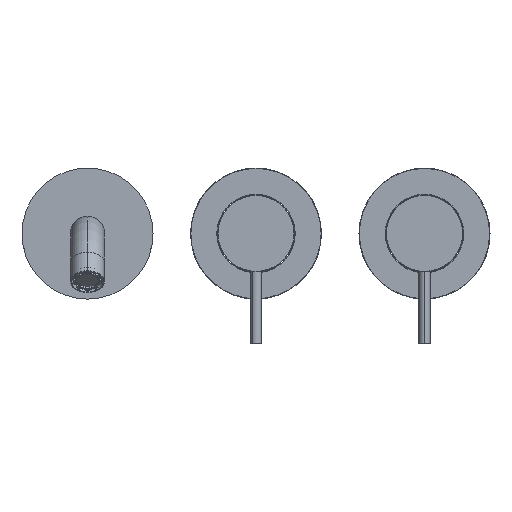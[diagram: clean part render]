
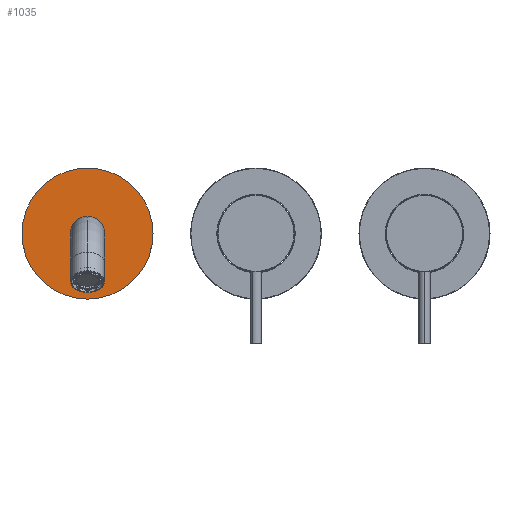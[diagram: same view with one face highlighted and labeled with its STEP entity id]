
A CAD part, top view. The second image highlights one B-rep face of the part: STEP entity #1035.
In plain terms, the highlighted planar face has unit normal (0, 0, 1).
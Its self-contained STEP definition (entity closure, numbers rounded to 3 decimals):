
#589 = CARTESIAN_POINT ( 'NONE',  ( 0., 0., 4. ) ) ;
#729 = DIRECTION ( 'NONE',  ( 1., 0., 0. ) ) ;
#872 = CARTESIAN_POINT ( 'NONE',  ( 9.25, 0., 4. ) ) ;
#970 = AXIS2_PLACEMENT_3D ( 'NONE', #4179, #8855, #1237 ) ;
#1035 = ADVANCED_FACE ( 'NONE', ( #6793, #3067 ), #9208, .T. ) ;
#1237 = DIRECTION ( 'NONE',  ( 1., 0., 0. ) ) ;
#1567 = DIRECTION ( 'NONE',  ( 0., 0., 1. ) ) ;
#1950 = DIRECTION ( 'NONE',  ( 1., 0., 0. ) ) ;
#2303 = ORIENTED_EDGE ( 'NONE', *, *, #5069, .T. ) ;
#2355 = CARTESIAN_POINT ( 'NONE',  ( 0., 0., 4. ) ) ;
#2480 = AXIS2_PLACEMENT_3D ( 'NONE', #9260, #6076, #6943 ) ;
#2658 = VERTEX_POINT ( 'NONE', #9885 ) ;
#2999 = DIRECTION ( 'NONE',  ( 1., 0., 0. ) ) ;
#3067 = FACE_OUTER_BOUND ( 'NONE', #3884, .T. ) ;
#3449 = DIRECTION ( 'NONE',  ( 0., 0., 1. ) ) ;
#3884 = EDGE_LOOP ( 'NONE', ( #5229, #2303 ) ) ;
#3913 = AXIS2_PLACEMENT_3D ( 'NONE', #2355, #1567, #2999 ) ;
#4179 = CARTESIAN_POINT ( 'NONE',  ( 0., 0., 4. ) ) ;
#4230 = CIRCLE ( 'NONE', #7421, 9.25 ) ;
#4460 = DIRECTION ( 'NONE',  ( 0., 0., 1. ) ) ;
#4599 = EDGE_LOOP ( 'NONE', ( #7673, #4787 ) ) ;
#4787 = ORIENTED_EDGE ( 'NONE', *, *, #7474, .F. ) ;
#5069 = EDGE_CURVE ( 'NONE', #6559, #6783, #5287, .T. ) ;
#5151 = EDGE_CURVE ( 'NONE', #6783, #6559, #7032, .T. ) ;
#5229 = ORIENTED_EDGE ( 'NONE', *, *, #5151, .T. ) ;
#5287 = CIRCLE ( 'NONE', #970, 35. ) ;
#5320 = VERTEX_POINT ( 'NONE', #872 ) ;
#5962 = CARTESIAN_POINT ( 'NONE',  ( 35., 0., 4. ) ) ;
#6076 = DIRECTION ( 'NONE',  ( 0., 0., 1. ) ) ;
#6390 = CARTESIAN_POINT ( 'NONE',  ( -35., 0., 4. ) ) ;
#6559 = VERTEX_POINT ( 'NONE', #6390 ) ;
#6783 = VERTEX_POINT ( 'NONE', #5962 ) ;
#6793 = FACE_BOUND ( 'NONE', #4599, .T. ) ;
#6943 = DIRECTION ( 'NONE',  ( 1., 0., 0. ) ) ;
#7032 = CIRCLE ( 'NONE', #7192, 35. ) ;
#7192 = AXIS2_PLACEMENT_3D ( 'NONE', #589, #4460, #729 ) ;
#7421 = AXIS2_PLACEMENT_3D ( 'NONE', #9606, #3449, #1950 ) ;
#7474 = EDGE_CURVE ( 'NONE', #5320, #2658, #8568, .T. ) ;
#7673 = ORIENTED_EDGE ( 'NONE', *, *, #8409, .F. ) ;
#8409 = EDGE_CURVE ( 'NONE', #2658, #5320, #4230, .T. ) ;
#8568 = CIRCLE ( 'NONE', #3913, 9.25 ) ;
#8855 = DIRECTION ( 'NONE',  ( 0., 0., 1. ) ) ;
#9208 = PLANE ( 'NONE',  #2480 ) ;
#9260 = CARTESIAN_POINT ( 'NONE',  ( 0., 0., 4. ) ) ;
#9606 = CARTESIAN_POINT ( 'NONE',  ( 0., 0., 4. ) ) ;
#9885 = CARTESIAN_POINT ( 'NONE',  ( -9.25, 0., 4. ) ) ;
